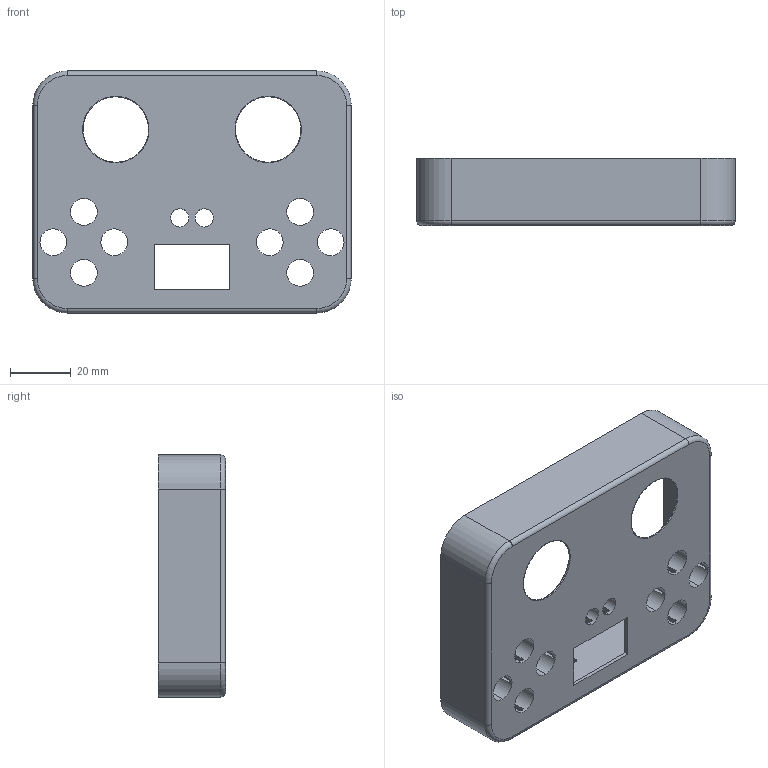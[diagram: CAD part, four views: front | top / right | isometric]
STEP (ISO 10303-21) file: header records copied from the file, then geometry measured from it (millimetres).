
FILE_DESCRIPTION (( 'STEP AP214' ), '1' );
FILE_NAME ('奻裔X1.STEP', '2024-06-27T15:48:11', ( '' ), ( '' ), 'SwSTEP 2.0', 'SolidWorks 2019', '' );
FILE_SCHEMA (( 'AUTOMOTIVE_DESIGN' ));
Length unit declared in the file: millimetre
Products named in the file (1): 奻裔X1
Bounding box: 104.4 x 22 x 79.4 mm (x, y, z)
Volume: 20241.4 mm3; surface area: 33194.2 mm2
Topology: 1 solids, 1 shells, 201 faces, 566 edges, 372 vertices
Faces by surface type: plane 97, cylinder 88, bspline 8, torus 8
Entity records: 8532 total; most frequent: CARTESIAN_POINT 3102, DIRECTION 1156, ORIENTED_EDGE 1132, EDGE_CURVE 566, AXIS2_PLACEMENT_3D 422, VERTEX_POINT 372, VECTOR 312, LINE 312
